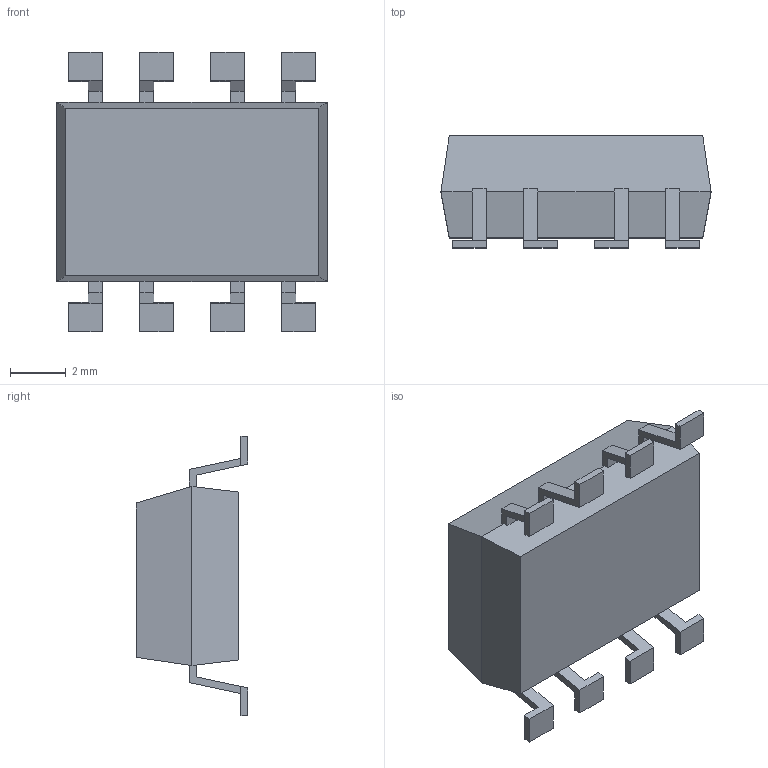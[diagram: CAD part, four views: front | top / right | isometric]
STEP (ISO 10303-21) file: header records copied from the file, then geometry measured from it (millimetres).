
FILE_DESCRIPTION (( 'STEP AP203' ), '1' );
FILE_NAME ('G3VM_352F.step', '2014-06-25T06:19:35', ( 'OSMC1.0 ' ), ( ' ' ), 'SwSTEP 2.0', 'SolidWorks 2002025', '' );
FILE_SCHEMA (( 'CONFIG_CONTROL_DESIGN' ));
Length unit declared in the file: millimetre
Products named in the file (1): G3VM_352F
Bounding box: 9.66 x 4 x 10 mm (x, y, z)
Volume: 212.1 mm3; surface area: 273.2 mm2
Topology: 1 solids, 1 shells, 93 faces, 266 edges, 176 vertices
Faces by surface type: plane 91, cylinder 2
Entity records: 3049 total; most frequent: CARTESIAN_POINT 536, ORIENTED_EDGE 532, DIRECTION 458, EDGE_CURVE 266, VECTOR 262, LINE 262, VERTEX_POINT 176, AXIS2_PLACEMENT_3D 98
